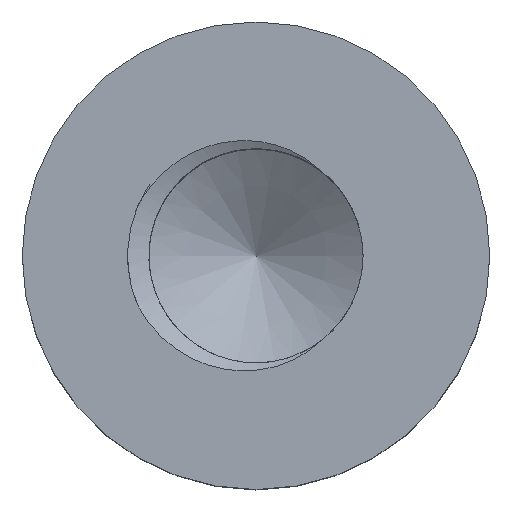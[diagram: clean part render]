
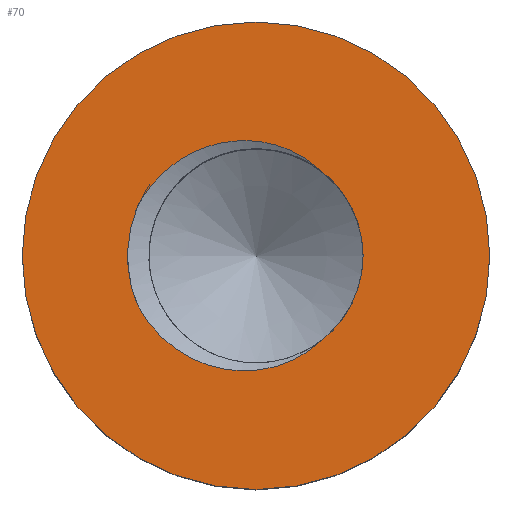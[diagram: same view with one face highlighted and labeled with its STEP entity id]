
A CAD part, top view. The second image highlights one B-rep face of the part: STEP entity #70.
In plain terms, the highlighted planar face has unit normal (0, 0, 1).
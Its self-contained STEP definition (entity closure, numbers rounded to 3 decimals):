
#24 = VERTEX_POINT('',#25);
#25 = CARTESIAN_POINT('',(2.75,0.,3.));
#31 = EDGE_CURVE('',#24,#24,#32,.T.);
#32 = CIRCLE('',#33,2.75);
#33 = AXIS2_PLACEMENT_3D('',#34,#35,#36);
#34 = CARTESIAN_POINT('',(0.,0.,3.));
#35 = DIRECTION('',(0.,0.,1.));
#36 = DIRECTION('',(1.,0.,0.));
#70 = ADVANCED_FACE('',(#71,#74),#167,.T.);
#71 = FACE_BOUND('',#72,.T.);
#72 = EDGE_LOOP('',(#73));
#73 = ORIENTED_EDGE('',*,*,#31,.T.);
#74 = FACE_BOUND('',#75,.T.);
#75 = EDGE_LOOP('',(#76,#87,#96,#123,#142));
#76 = ORIENTED_EDGE('',*,*,#77,.F.);
#77 = EDGE_CURVE('',#78,#80,#82,.T.);
#78 = VERTEX_POINT('',#79);
#79 = CARTESIAN_POINT('',(1.26,0.,3.));
#80 = VERTEX_POINT('',#81);
#81 = CARTESIAN_POINT('',(0.748,1.014,3.));
#82 = CIRCLE('',#83,1.26);
#83 = AXIS2_PLACEMENT_3D('',#84,#85,#86);
#84 = CARTESIAN_POINT('',(0.,0.,3.));
#85 = DIRECTION('',(0.,0.,1.));
#86 = DIRECTION('',(1.,0.,0.));
#87 = ORIENTED_EDGE('',*,*,#88,.F.);
#88 = EDGE_CURVE('',#89,#78,#91,.T.);
#89 = VERTEX_POINT('',#90);
#90 = CARTESIAN_POINT('',(0.748,-1.014,3.));
#91 = CIRCLE('',#92,1.26);
#92 = AXIS2_PLACEMENT_3D('',#93,#94,#95);
#93 = CARTESIAN_POINT('',(0.,0.,3.));
#94 = DIRECTION('',(0.,0.,1.));
#95 = DIRECTION('',(1.,0.,0.));
#96 = ORIENTED_EDGE('',*,*,#97,.F.);
#97 = EDGE_CURVE('',#98,#89,#100,.T.);
#98 = VERTEX_POINT('',#99);
#99 = CARTESIAN_POINT('',(-1.395,-0.578,3.));
#100 = B_SPLINE_CURVE_WITH_KNOTS('',6,(#101,#102,#103,#104,#105,#106,
    #107,#108,#109,#110,#111,#112,#113,#114,#115,#116,#117,#118,#119,
    #120,#121,#122),.UNSPECIFIED.,.F.,.F.,(7,5,5,5,7),(0.,0.24
    ,0.483,0.733,1.),.UNSPECIFIED.);
#101 = CARTESIAN_POINT('',(-1.395,-0.578,3.));
#102 = CARTESIAN_POINT('',(-1.343,-0.677,3.));
#103 = CARTESIAN_POINT('',(-1.282,-0.771,3.));
#104 = CARTESIAN_POINT('',(-1.213,-0.86,3.));
#105 = CARTESIAN_POINT('',(-1.136,-0.941,3.));
#106 = CARTESIAN_POINT('',(-1.053,-1.015,3.));
#107 = CARTESIAN_POINT('',(-0.874,-1.147,3.));
#108 = CARTESIAN_POINT('',(-0.778,-1.204,3.));
#109 = CARTESIAN_POINT('',(-0.677,-1.252,3.));
#110 = CARTESIAN_POINT('',(-0.573,-1.291,3.));
#111 = CARTESIAN_POINT('',(-0.466,-1.319,3.));
#112 = CARTESIAN_POINT('',(-0.245,-1.355,3.));
#113 = CARTESIAN_POINT('',(-0.132,-1.362,3.));
#114 = CARTESIAN_POINT('',(-0.019,-1.358,3.));
#115 = CARTESIAN_POINT('',(0.093,-1.342,3.));
#116 = CARTESIAN_POINT('',(0.202,-1.316,3.));
#117 = CARTESIAN_POINT('',(0.419,-1.239,3.));
#118 = CARTESIAN_POINT('',(0.527,-1.187,3.));
#119 = CARTESIAN_POINT('',(0.628,-1.124,3.));
#120 = CARTESIAN_POINT('',(0.72,-1.05,3.));
#121 = CARTESIAN_POINT('',(0.804,-0.967,3.));
#122 = CARTESIAN_POINT('',(0.876,-0.876,3.));
#123 = ORIENTED_EDGE('',*,*,#124,.F.);
#124 = EDGE_CURVE('',#125,#98,#127,.T.);
#125 = VERTEX_POINT('',#126);
#126 = CARTESIAN_POINT('',(-1.395,0.578,3.));
#127 = B_SPLINE_CURVE_WITH_KNOTS('',5,(#128,#129,#130,#131,#132,#133,
    #134,#135,#136,#137,#138,#139,#140,#141),.UNSPECIFIED.,.F.,.F.,(6,4,
    4,6),(0.,0.48,0.958,1.),.UNSPECIFIED.);
#128 = CARTESIAN_POINT('',(-1.395,0.578,3.));
#129 = CARTESIAN_POINT('',(-1.439,0.473,3.));
#130 = CARTESIAN_POINT('',(-1.472,0.363,3.));
#131 = CARTESIAN_POINT('',(-1.496,0.251,3.));
#132 = CARTESIAN_POINT('',(-1.508,0.138,3.));
#133 = CARTESIAN_POINT('',(-1.512,-0.09,3.));
#134 = CARTESIAN_POINT('',(-1.503,-0.203,3.));
#135 = CARTESIAN_POINT('',(-1.483,-0.316,3.));
#136 = CARTESIAN_POINT('',(-1.453,-0.425,3.));
#137 = CARTESIAN_POINT('',(-1.41,-0.541,3.));
#138 = CARTESIAN_POINT('',(-1.406,-0.55,3.));
#139 = CARTESIAN_POINT('',(-1.403,-0.559,3.));
#140 = CARTESIAN_POINT('',(-1.399,-0.569,3.));
#141 = CARTESIAN_POINT('',(-1.395,-0.578,3.));
#142 = ORIENTED_EDGE('',*,*,#143,.F.);
#143 = EDGE_CURVE('',#80,#125,#144,.T.);
#144 = B_SPLINE_CURVE_WITH_KNOTS('',6,(#145,#146,#147,#148,#149,#150,
    #151,#152,#153,#154,#155,#156,#157,#158,#159,#160,#161,#162,#163,
    #164,#165,#166),.UNSPECIFIED.,.F.,.F.,(7,5,5,5,7),(0.,0.267
    ,0.517,0.76,1.),.UNSPECIFIED.);
#145 = CARTESIAN_POINT('',(0.876,0.876,3.));
#146 = CARTESIAN_POINT('',(0.804,0.967,3.));
#147 = CARTESIAN_POINT('',(0.72,1.05,3.));
#148 = CARTESIAN_POINT('',(0.628,1.124,3.));
#149 = CARTESIAN_POINT('',(0.527,1.187,3.));
#150 = CARTESIAN_POINT('',(0.419,1.239,3.));
#151 = CARTESIAN_POINT('',(0.202,1.316,3.));
#152 = CARTESIAN_POINT('',(0.093,1.342,3.));
#153 = CARTESIAN_POINT('',(-0.019,1.358,3.));
#154 = CARTESIAN_POINT('',(-0.132,1.362,3.));
#155 = CARTESIAN_POINT('',(-0.245,1.355,3.));
#156 = CARTESIAN_POINT('',(-0.466,1.319,3.));
#157 = CARTESIAN_POINT('',(-0.573,1.291,3.));
#158 = CARTESIAN_POINT('',(-0.677,1.252,3.));
#159 = CARTESIAN_POINT('',(-0.778,1.204,3.));
#160 = CARTESIAN_POINT('',(-0.874,1.147,3.));
#161 = CARTESIAN_POINT('',(-1.053,1.015,3.));
#162 = CARTESIAN_POINT('',(-1.136,0.941,3.));
#163 = CARTESIAN_POINT('',(-1.213,0.86,3.));
#164 = CARTESIAN_POINT('',(-1.282,0.771,3.));
#165 = CARTESIAN_POINT('',(-1.343,0.677,3.));
#166 = CARTESIAN_POINT('',(-1.395,0.578,3.));
#167 = PLANE('',#168);
#168 = AXIS2_PLACEMENT_3D('',#169,#170,#171);
#169 = CARTESIAN_POINT('',(0.,0.,3.));
#170 = DIRECTION('',(0.,0.,1.));
#171 = DIRECTION('',(1.,0.,0.));
